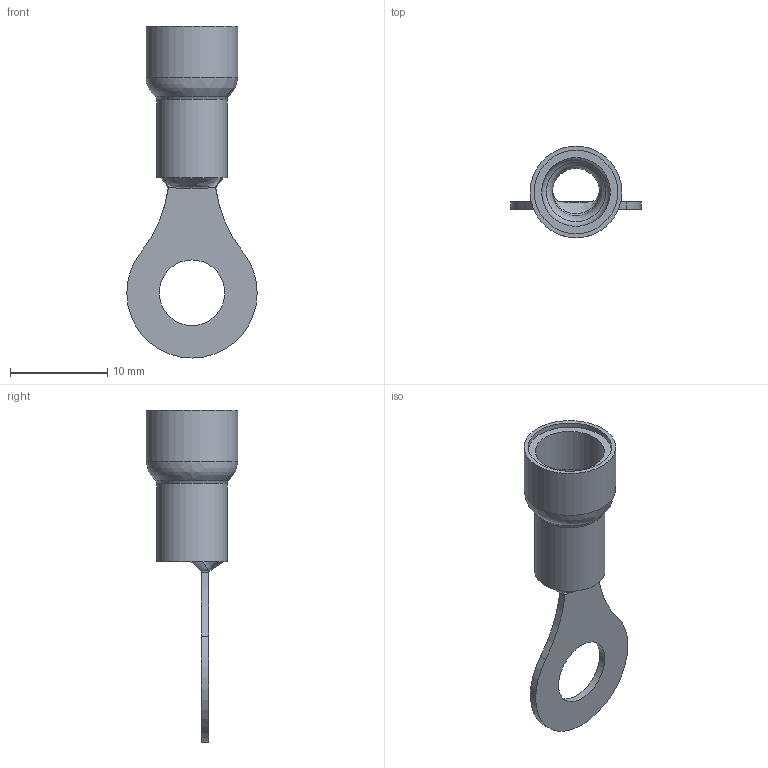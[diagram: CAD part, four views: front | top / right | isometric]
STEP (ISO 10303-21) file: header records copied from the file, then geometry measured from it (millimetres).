
FILE_DESCRIPTION(/* description */ (''),/* implementation_level */ '2;1');
FILE_NAME(/* name */ '17-64 yellow.stp',/* time_stamp */ '2013-07-20T17:38:13-04:00',/* author */ ('Saville'),/* organization */ (''),/* preprocessor_version */ 'ST-DEVELOPER v15.2',/* originating_system */ 'Autodesk Inventor 2014',/* authorisation */ '');
FILE_SCHEMA (('AUTOMOTIVE_DESIGN { 1 0 10303 214 3 1 1 }'));
Length unit declared in the file: inch
Products named in the file (1): 17-64 yellow
Bounding box: 13.43 x 9.45 x 34.2 mm (x, y, z)
Volume: 511.6 mm3; surface area: 1797.5 mm2
Topology: 2 solids, 2 shells, 51 faces, 143 edges, 87 vertices
Faces by surface type: cylinder 17, bspline 14, plane 12, torus 7, cone 1
Full cylindrical faces by diameter (mm): 4.877 x1, 6.401 x2, 6.756 x1, 7.087 x1, 7.239 x1, 8.611 x2, 9.449 x1
Entity records: 2025 total; most frequent: CARTESIAN_POINT 945, ORIENTED_EDGE 218, DIRECTION 178, EDGE_CURVE 109, VERTEX_POINT 79, AXIS2_PLACEMENT_3D 77, EDGE_LOOP 72, ADVANCED_FACE 50
